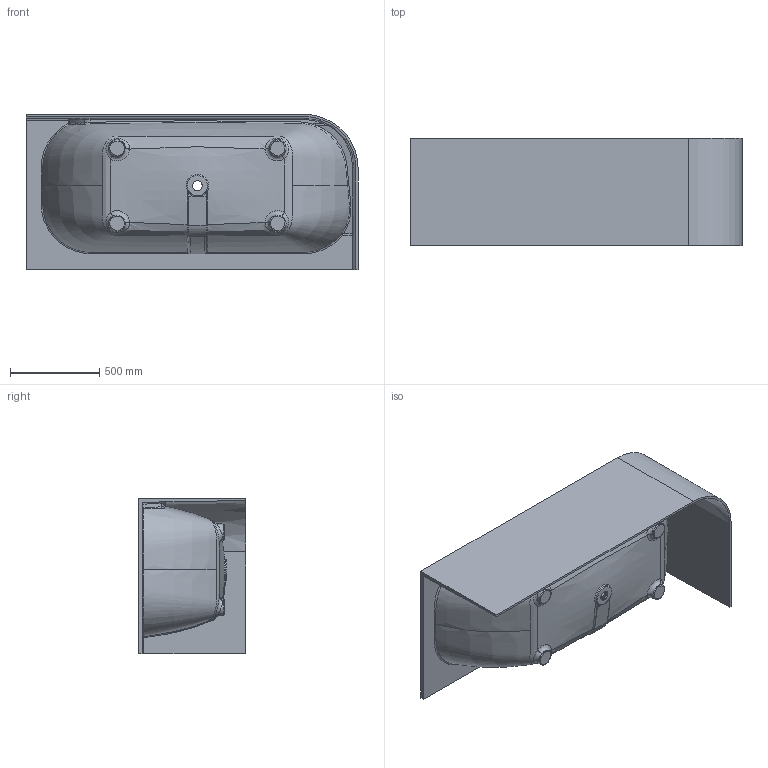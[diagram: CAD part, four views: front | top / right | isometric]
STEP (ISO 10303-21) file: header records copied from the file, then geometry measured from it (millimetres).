
FILE_DESCRIPTION (( 'STEP AP214' ), '1' );
FILE_NAME ('Maria R.STEP', '2025-02-10T11:18:28', ( '' ), ( '' ), 'SwSTEP 2.0', 'SolidWorks 2020', '' );
FILE_SCHEMA (( 'AUTOMOTIVE_DESIGN' ));
Length unit declared in the file: millimetre
Products named in the file (1): Maria R
Bounding box: 1860 x 600 x 870 mm (x, y, z)
Volume: 77857436.9 mm3; surface area: 8276407 mm2
Topology: 1 solids, 1 shells, 164 faces, 429 edges, 267 vertices
Faces by surface type: bspline 89, plane 31, cylinder 22, cone 11, torus 9, sphere 2
Entity records: 47721 total; most frequent: CARTESIAN_POINT 44327, ORIENTED_EDGE 856, DIRECTION 499, EDGE_CURVE 428, VERTEX_POINT 267, B_SPLINE_CURVE_WITH_KNOTS 207, AXIS2_PLACEMENT_3D 207, EDGE_LOOP 169
